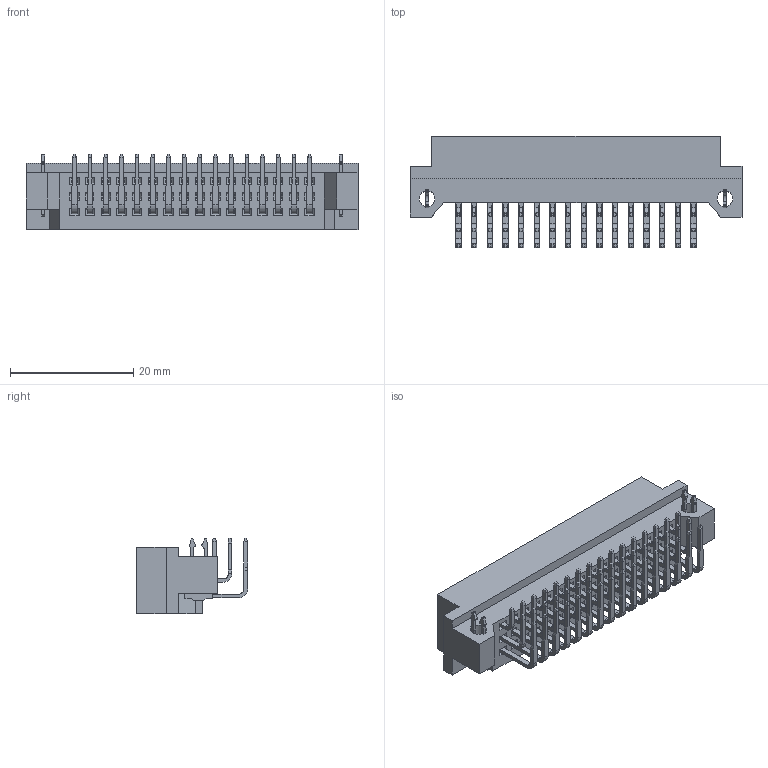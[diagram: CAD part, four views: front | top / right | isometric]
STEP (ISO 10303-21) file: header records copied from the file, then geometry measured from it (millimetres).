
FILE_DESCRIPTION((''),'2;1');
FILE_NAME('FES25421_ASM','2024-07-11T',('gongcheng5'),(''),'PRO/ENGINEER BY PARAMETRIC TECHNOLOGY CORPORATION, 2010280','PRO/ENGINEER BY PARAMETRIC TECHNOLOGY CORPORATION, 2010280','');
FILE_SCHEMA(('CONFIG_CONTROL_DESIGN'));
Products named in the file (1): FES25421_ASM
Bounding box: 53.8 x 18.02 x 12.25 mm (x, y, z)
Volume: 2933.4 mm3; surface area: 5908.6 mm2
Topology: 1 solids, 193 shells, 3343 faces, 7735 edges, 4878 vertices
Faces by surface type: plane 3025, cylinder 318
Entity records: 91939 total; most frequent: CARTESIAN_POINT 15956, ORIENTED_EDGE 15470, DIRECTION 15069, EDGE_CURVE 7735, VECTOR 7087, LINE 7087, VERTEX_POINT 4878, AXIS2_PLACEMENT_3D 3991
